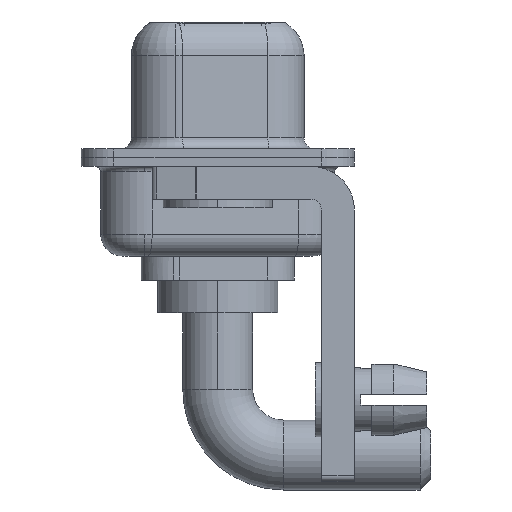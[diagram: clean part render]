
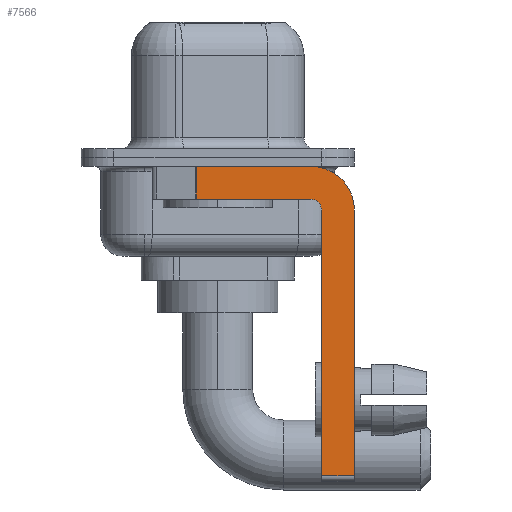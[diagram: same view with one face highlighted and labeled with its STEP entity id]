
A CAD part, left-side view. The second image highlights one B-rep face of the part: STEP entity #7566.
In plain terms, the highlighted planar face has unit normal (-1, 0, 0).
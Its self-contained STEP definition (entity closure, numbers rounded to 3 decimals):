
#54 = LINE ( 'NONE', #3540, #12715 ) ;
#309 = EDGE_CURVE ( 'NONE', #5443, #13269, #54, .T. ) ;
#352 = ORIENTED_EDGE ( 'NONE', *, *, #12870, .F. ) ;
#371 = CARTESIAN_POINT ( 'NONE',  ( -2.9, -4.25, -1.9 ) ) ;
#643 = DIRECTION ( 'NONE',  ( 0., 0., 1. ) ) ;
#797 = ORIENTED_EDGE ( 'NONE', *, *, #9535, .T. ) ;
#934 = VERTEX_POINT ( 'NONE', #12850 ) ;
#1171 = VECTOR ( 'NONE', #9984, 1000. ) ;
#1199 = CIRCLE ( 'NONE', #9780, 0.5 ) ;
#1201 = CARTESIAN_POINT ( 'NONE',  ( -2.9, 0.978, -0.4 ) ) ;
#1223 = CARTESIAN_POINT ( 'NONE',  ( -2.9, -6.25, -2.4 ) ) ;
#1733 = DIRECTION ( 'NONE',  ( 1., 0., 0. ) ) ;
#1769 = DIRECTION ( 'NONE',  ( -1., 0., 0. ) ) ;
#2158 = VECTOR ( 'NONE', #8879, 1000. ) ;
#2826 = EDGE_CURVE ( 'NONE', #7226, #934, #4905, .T. ) ;
#2889 = CARTESIAN_POINT ( 'NONE',  ( -2.9, -4.75, -2.4 ) ) ;
#2895 = EDGE_CURVE ( 'NONE', #10566, #12827, #1199, .T. ) ;
#2922 = DIRECTION ( 'NONE',  ( 0., 0., -1. ) ) ;
#3040 = ORIENTED_EDGE ( 'NONE', *, *, #309, .F. ) ;
#3540 = CARTESIAN_POINT ( 'NONE',  ( -2.9, 3., -0.4 ) ) ;
#3935 = DIRECTION ( 'NONE',  ( 0., 0., -1. ) ) ;
#4547 = LINE ( 'NONE', #6778, #2158 ) ;
#4905 = LINE ( 'NONE', #6308, #9056 ) ;
#5124 = ORIENTED_EDGE ( 'NONE', *, *, #10792, .T. ) ;
#5284 = CARTESIAN_POINT ( 'NONE',  ( -2.9, -4.25, -2.4 ) ) ;
#5422 = ORIENTED_EDGE ( 'NONE', *, *, #2826, .F. ) ;
#5443 = VERTEX_POINT ( 'NONE', #1201 ) ;
#5483 = EDGE_LOOP ( 'NONE', ( #3040, #5124, #10516, #14062, #8630, #797, #5422, #352 ) ) ;
#5576 = LINE ( 'NONE', #11090, #10899 ) ;
#5795 = DIRECTION ( 'NONE',  ( 0., 0., -1. ) ) ;
#6153 = CIRCLE ( 'NONE', #8771, 2. ) ;
#6291 = VERTEX_POINT ( 'NONE', #12240 ) ;
#6308 = CARTESIAN_POINT ( 'NONE',  ( -2.9, -6.25, -2.4 ) ) ;
#6776 = LINE ( 'NONE', #7971, #1171 ) ;
#6778 = CARTESIAN_POINT ( 'NONE',  ( -2.9, -4.25, -14.55 ) ) ;
#7226 = VERTEX_POINT ( 'NONE', #1223 ) ;
#7400 = FACE_OUTER_BOUND ( 'NONE', #5483, .T. ) ;
#7438 = CARTESIAN_POINT ( 'NONE',  ( -2.9, -4.25, -2.4 ) ) ;
#7566 = ADVANCED_FACE ( 'NONE', ( #7400 ), #10972, .F. ) ;
#7625 = VECTOR ( 'NONE', #5795, 1000. ) ;
#7971 = CARTESIAN_POINT ( 'NONE',  ( -2.9, -4.25, -1.9 ) ) ;
#8202 = EDGE_CURVE ( 'NONE', #12827, #9962, #6776, .T. ) ;
#8323 = DIRECTION ( 'NONE',  ( 0., -1., 0. ) ) ;
#8483 = DIRECTION ( 'NONE',  ( 0., 0., -1. ) ) ;
#8494 = CARTESIAN_POINT ( 'NONE',  ( -2.9, 0.978, -1.9 ) ) ;
#8630 = ORIENTED_EDGE ( 'NONE', *, *, #13103, .F. ) ;
#8771 = AXIS2_PLACEMENT_3D ( 'NONE', #5284, #12140, #3935 ) ;
#8879 = DIRECTION ( 'NONE',  ( 0., -1., 0. ) ) ;
#9056 = VECTOR ( 'NONE', #8483, 1000. ) ;
#9147 = LINE ( 'NONE', #13853, #7625 ) ;
#9535 = EDGE_CURVE ( 'NONE', #6291, #934, #4547, .T. ) ;
#9780 = AXIS2_PLACEMENT_3D ( 'NONE', #7438, #1769, #643 ) ;
#9962 = VERTEX_POINT ( 'NONE', #8494 ) ;
#9984 = DIRECTION ( 'NONE',  ( 0., 1., 0. ) ) ;
#10516 = ORIENTED_EDGE ( 'NONE', *, *, #8202, .F. ) ;
#10566 = VERTEX_POINT ( 'NONE', #2889 ) ;
#10784 = CARTESIAN_POINT ( 'NONE',  ( -2.9, -4.25, -0.4 ) ) ;
#10792 = EDGE_CURVE ( 'NONE', #5443, #9962, #9147, .T. ) ;
#10899 = VECTOR ( 'NONE', #11384, 1000. ) ;
#10972 = PLANE ( 'NONE',  #13067 ) ;
#11090 = CARTESIAN_POINT ( 'NONE',  ( -2.9, -4.75, -14.8 ) ) ;
#11384 = DIRECTION ( 'NONE',  ( 0., 0., 1. ) ) ;
#12140 = DIRECTION ( 'NONE',  ( 1., 0., 0. ) ) ;
#12240 = CARTESIAN_POINT ( 'NONE',  ( -2.9, -4.75, -14.55 ) ) ;
#12715 = VECTOR ( 'NONE', #8323, 1000. ) ;
#12827 = VERTEX_POINT ( 'NONE', #371 ) ;
#12850 = CARTESIAN_POINT ( 'NONE',  ( -2.9, -6.25, -14.55 ) ) ;
#12870 = EDGE_CURVE ( 'NONE', #13269, #7226, #6153, .T. ) ;
#13067 = AXIS2_PLACEMENT_3D ( 'NONE', #14415, #1733, #2922 ) ;
#13103 = EDGE_CURVE ( 'NONE', #6291, #10566, #5576, .T. ) ;
#13269 = VERTEX_POINT ( 'NONE', #10784 ) ;
#13853 = CARTESIAN_POINT ( 'NONE',  ( -2.9, 0.978, -1.9 ) ) ;
#14062 = ORIENTED_EDGE ( 'NONE', *, *, #2895, .F. ) ;
#14415 = CARTESIAN_POINT ( 'NONE',  ( -2.9, -4.25, -2.4 ) ) ;
